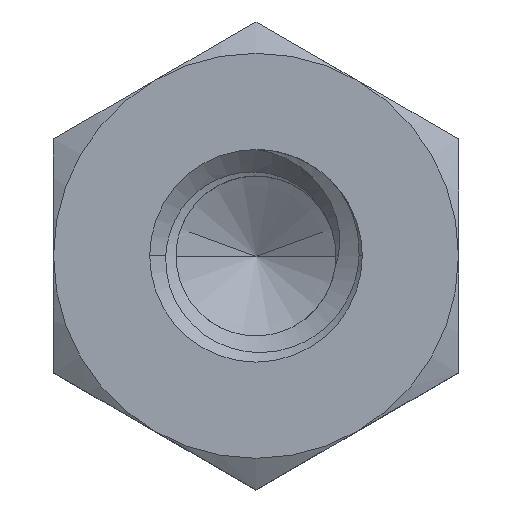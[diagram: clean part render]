
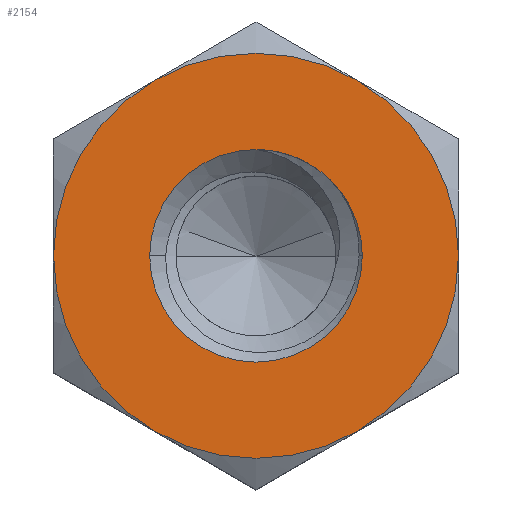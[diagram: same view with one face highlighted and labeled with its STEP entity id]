
A CAD part, top view. The second image highlights one B-rep face of the part: STEP entity #2154.
In plain terms, the highlighted planar face has unit normal (0, 0, 1).
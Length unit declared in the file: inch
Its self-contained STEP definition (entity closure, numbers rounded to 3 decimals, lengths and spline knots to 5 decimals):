
#2 = CARTESIAN_POINT ( 'NONE',  ( 0.07813, 0.13532, 0. ) ) ;
#5 = EDGE_CURVE ( 'NONE', #1066, #460, #1451, .T. ) ;
#82 = CARTESIAN_POINT ( 'NONE',  ( 0.07812, -0.13532, 0. ) ) ;
#117 = CARTESIAN_POINT ( 'NONE',  ( 0.05745, 0.05851, 0. ) ) ;
#142 = CIRCLE ( 'NONE', #1576, 0.15625 ) ;
#167 = AXIS2_PLACEMENT_3D ( 'NONE', #213, #320, #283 ) ;
#191 = CARTESIAN_POINT ( 'NONE',  ( 0.15625, 0., 0. ) ) ;
#213 = CARTESIAN_POINT ( 'NONE',  ( 0., 0., 0. ) ) ;
#218 = AXIS2_PLACEMENT_3D ( 'NONE', #1884, #1873, #1867 ) ;
#242 = DIRECTION ( 'NONE',  ( 1., 0., 0. ) ) ;
#247 = DIRECTION ( 'NONE',  ( 0., 0., 1. ) ) ;
#250 = CARTESIAN_POINT ( 'NONE',  ( 0., 0., 0. ) ) ;
#283 = DIRECTION ( 'NONE',  ( 1., 0., 0. ) ) ;
#320 = DIRECTION ( 'NONE',  ( 0., 0., 1. ) ) ;
#337 = VERTEX_POINT ( 'NONE', #82 ) ;
#356 = ORIENTED_EDGE ( 'NONE', *, *, #1999, .F. ) ;
#395 = ORIENTED_EDGE ( 'NONE', *, *, #2019, .T. ) ;
#423 = ORIENTED_EDGE ( 'NONE', *, *, #1680, .T. ) ;
#429 = AXIS2_PLACEMENT_3D ( 'NONE', #1132, #1107, #1080 ) ;
#433 = AXIS2_PLACEMENT_3D ( 'NONE', #959, #905, #805 ) ;
#440 = VERTEX_POINT ( 'NONE', #1736 ) ;
#460 = VERTEX_POINT ( 'NONE', #831 ) ;
#465 = VERTEX_POINT ( 'NONE', #2140 ) ;
#466 = CARTESIAN_POINT ( 'NONE',  ( -0.07813, -0.13532, 0. ) ) ;
#489 = ORIENTED_EDGE ( 'NONE', *, *, #1330, .F. ) ;
#573 = AXIS2_PLACEMENT_3D ( 'NONE', #1761, #1746, #1738 ) ;
#634 = AXIS2_PLACEMENT_3D ( 'NONE', #250, #247, #242 ) ;
#675 = VERTEX_POINT ( 'NONE', #1930 ) ;
#708 = DIRECTION ( 'NONE',  ( 1., 0., 0. ) ) ;
#711 = DIRECTION ( 'NONE',  ( 0., 0., 1. ) ) ;
#716 = CARTESIAN_POINT ( 'NONE',  ( 0., 0., 0. ) ) ;
#729 = CARTESIAN_POINT ( 'NONE',  ( -0.082, 0., 0. ) ) ;
#733 = FACE_OUTER_BOUND ( 'NONE', #2334, .T. ) ;
#771 = AXIS2_PLACEMENT_3D ( 'NONE', #716, #711, #708 ) ;
#798 = CIRCLE ( 'NONE', #1535, 0.15625 ) ;
#805 = DIRECTION ( 'NONE',  ( 1., 0., 0. ) ) ;
#828 = DIRECTION ( 'NONE',  ( 1., 0., 0. ) ) ;
#831 = CARTESIAN_POINT ( 'NONE',  ( 0.082, 0., 0. ) ) ;
#847 = DIRECTION ( 'NONE',  ( 0., 0., 1. ) ) ;
#853 = CARTESIAN_POINT ( 'NONE',  ( 0., 0., 0. ) ) ;
#866 = AXIS2_PLACEMENT_3D ( 'NONE', #853, #847, #828 ) ;
#879 = CIRCLE ( 'NONE', #866, 0.15625 ) ;
#905 = DIRECTION ( 'NONE',  ( 0., 0., 1. ) ) ;
#955 = DIRECTION ( 'NONE',  ( 1., 0., 0. ) ) ;
#959 = CARTESIAN_POINT ( 'NONE',  ( 0., 0., 0. ) ) ;
#973 = DIRECTION ( 'NONE',  ( 0., 0., 1. ) ) ;
#985 = EDGE_CURVE ( 'NONE', #440, #465, #879, .T. ) ;
#999 = CARTESIAN_POINT ( 'NONE',  ( 0., 0., 0. ) ) ;
#1031 = EDGE_CURVE ( 'NONE', #460, #1969, #2189, .T. ) ;
#1066 = VERTEX_POINT ( 'NONE', #729 ) ;
#1080 = DIRECTION ( 'NONE',  ( 1., 0., 0. ) ) ;
#1107 = DIRECTION ( 'NONE',  ( 0., 0., 1. ) ) ;
#1132 = CARTESIAN_POINT ( 'NONE',  ( 0., 0., 0. ) ) ;
#1184 = FACE_BOUND ( 'NONE', #1895, .T. ) ;
#1230 = ORIENTED_EDGE ( 'NONE', *, *, #5, .F. ) ;
#1233 = ORIENTED_EDGE ( 'NONE', *, *, #1648, .T. ) ;
#1251 = VERTEX_POINT ( 'NONE', #466 ) ;
#1302 = ORIENTED_EDGE ( 'NONE', *, *, #985, .T. ) ;
#1330 = EDGE_CURVE ( 'NONE', #1969, #675, #2088, .T. ) ;
#1400 = AXIS2_PLACEMENT_3D ( 'NONE', #999, #973, #955 ) ;
#1406 = CIRCLE ( 'NONE', #433, 0.15625 ) ;
#1451 = CIRCLE ( 'NONE', #1400, 0.082 ) ;
#1473 = DIRECTION ( 'NONE',  ( 1., 0., 0. ) ) ;
#1479 = DIRECTION ( 'NONE',  ( 0., 0., 1. ) ) ;
#1482 = CARTESIAN_POINT ( 'NONE',  ( 0., 0., 0. ) ) ;
#1489 = ORIENTED_EDGE ( 'NONE', *, *, #1031, .F. ) ;
#1535 = AXIS2_PLACEMENT_3D ( 'NONE', #2139, #2132, #2127 ) ;
#1576 = AXIS2_PLACEMENT_3D ( 'NONE', #1482, #1479, #1473 ) ;
#1648 = EDGE_CURVE ( 'NONE', #337, #2443, #1947, .T. ) ;
#1680 = EDGE_CURVE ( 'NONE', #1693, #440, #1899, .T. ) ;
#1693 = VERTEX_POINT ( 'NONE', #2 ) ;
#1736 = CARTESIAN_POINT ( 'NONE',  ( -0.07812, 0.13532, 0. ) ) ;
#1738 = DIRECTION ( 'NONE',  ( 1., 0., 0. ) ) ;
#1746 = DIRECTION ( 'NONE',  ( 0., 0., 1. ) ) ;
#1761 = CARTESIAN_POINT ( 'NONE',  ( 0., 0.18042, 0. ) ) ;
#1780 = PLANE ( 'NONE',  #573 ) ;
#1845 = EDGE_CURVE ( 'NONE', #465, #1251, #142, .T. ) ;
#1867 = DIRECTION ( 'NONE',  ( 1., 0., 0. ) ) ;
#1873 = DIRECTION ( 'NONE',  ( 0., 0., 1. ) ) ;
#1877 = CIRCLE ( 'NONE', #429, 0.082 ) ;
#1884 = CARTESIAN_POINT ( 'NONE',  ( 0., 0., 0. ) ) ;
#1895 = EDGE_LOOP ( 'NONE', ( #356, #489, #1489, #1230 ) ) ;
#1899 = CIRCLE ( 'NONE', #167, 0.15625 ) ;
#1930 = CARTESIAN_POINT ( 'NONE',  ( 0., 0.082, 0. ) ) ;
#1947 = CIRCLE ( 'NONE', #218, 0.15625 ) ;
#1969 = VERTEX_POINT ( 'NONE', #117 ) ;
#1999 = EDGE_CURVE ( 'NONE', #675, #1066, #1877, .T. ) ;
#2019 = EDGE_CURVE ( 'NONE', #1251, #337, #1406, .T. ) ;
#2085 = EDGE_CURVE ( 'NONE', #2443, #1693, #798, .T. ) ;
#2088 = CIRCLE ( 'NONE', #634, 0.082 ) ;
#2127 = DIRECTION ( 'NONE',  ( 1., 0., 0. ) ) ;
#2132 = DIRECTION ( 'NONE',  ( 0., 0., 1. ) ) ;
#2139 = CARTESIAN_POINT ( 'NONE',  ( 0., 0., 0. ) ) ;
#2140 = CARTESIAN_POINT ( 'NONE',  ( -0.15625, 0., 0. ) ) ;
#2154 = ADVANCED_FACE ( 'NONE', ( #1184, #733 ), #1780, .T. ) ;
#2189 = CIRCLE ( 'NONE', #771, 0.082 ) ;
#2299 = ORIENTED_EDGE ( 'NONE', *, *, #1845, .T. ) ;
#2309 = ORIENTED_EDGE ( 'NONE', *, *, #2085, .T. ) ;
#2334 = EDGE_LOOP ( 'NONE', ( #1233, #2309, #423, #1302, #2299, #395 ) ) ;
#2443 = VERTEX_POINT ( 'NONE', #191 ) ;
